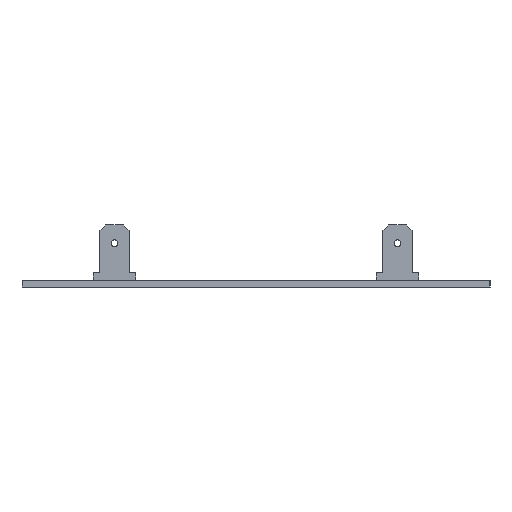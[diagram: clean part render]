
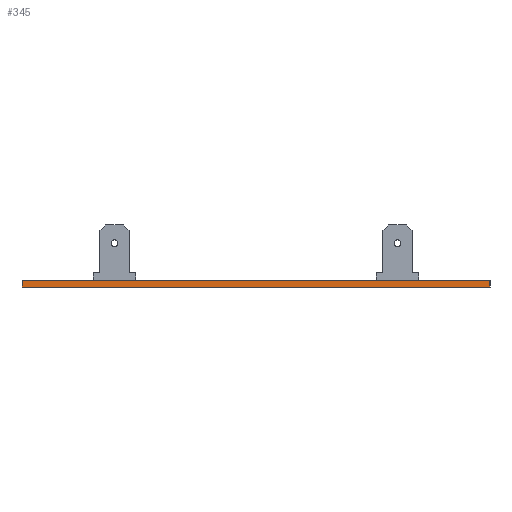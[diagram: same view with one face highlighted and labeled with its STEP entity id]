
A CAD part, left-side view. The second image highlights one B-rep face of the part: STEP entity #345.
In plain terms, the highlighted planar face has unit normal (-1, 0, 0).
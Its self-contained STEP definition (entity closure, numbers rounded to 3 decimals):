
#174 = CARTESIAN_POINT ( 'NONE',  ( -76.2, -50.7, 1.5 ) ) ;
#245 = DIRECTION ( 'NONE',  ( 0., 0., -1. ) ) ;
#268 = VECTOR ( 'NONE', #245, 1000. ) ;
#309 = FACE_OUTER_BOUND ( 'NONE', #509, .T. ) ;
#310 = VERTEX_POINT ( 'NONE', #174 ) ;
#345 = ADVANCED_FACE ( 'NONE', ( #309 ), #919, .F. ) ;
#359 = ORIENTED_EDGE ( 'NONE', *, *, #1853, .F. ) ;
#446 = ORIENTED_EDGE ( 'NONE', *, *, #1906, .F. ) ;
#502 = VERTEX_POINT ( 'NONE', #630 ) ;
#509 = EDGE_LOOP ( 'NONE', ( #1494, #359, #446, #711 ) ) ;
#514 = VERTEX_POINT ( 'NONE', #983 ) ;
#630 = CARTESIAN_POINT ( 'NONE',  ( -76.2, 50.7, 0. ) ) ;
#678 = LINE ( 'NONE', #742, #1814 ) ;
#705 = DIRECTION ( 'NONE',  ( 1., 0., 0. ) ) ;
#711 = ORIENTED_EDGE ( 'NONE', *, *, #1765, .T. ) ;
#728 = DIRECTION ( 'NONE',  ( 0., -1., 0. ) ) ;
#742 = CARTESIAN_POINT ( 'NONE',  ( -76.2, -49.8, 0. ) ) ;
#812 = VECTOR ( 'NONE', #1008, 1000. ) ;
#886 = DIRECTION ( 'NONE',  ( 0., -1., 0. ) ) ;
#919 = PLANE ( 'NONE',  #1501 ) ;
#983 = CARTESIAN_POINT ( 'NONE',  ( -76.2, 50.7, 1.5 ) ) ;
#1005 = LINE ( 'NONE', #1616, #268 ) ;
#1008 = DIRECTION ( 'NONE',  ( 0., 0., -1. ) ) ;
#1015 = CARTESIAN_POINT ( 'NONE',  ( -76.2, -50.7, 0. ) ) ;
#1125 = VECTOR ( 'NONE', #728, 1000. ) ;
#1161 = CARTESIAN_POINT ( 'NONE',  ( -76.2, -49.8, 1.5 ) ) ;
#1186 = CARTESIAN_POINT ( 'NONE',  ( -76.2, 49.8, 1.5 ) ) ;
#1225 = LINE ( 'NONE', #1945, #812 ) ;
#1494 = ORIENTED_EDGE ( 'NONE', *, *, #1975, .T. ) ;
#1501 = AXIS2_PLACEMENT_3D ( 'NONE', #1161, #705, #1933 ) ;
#1527 = LINE ( 'NONE', #1186, #1125 ) ;
#1616 = CARTESIAN_POINT ( 'NONE',  ( -76.2, 50.7, 1.5 ) ) ;
#1765 = EDGE_CURVE ( 'NONE', #514, #502, #1005, .T. ) ;
#1814 = VECTOR ( 'NONE', #886, 1000. ) ;
#1853 = EDGE_CURVE ( 'NONE', #310, #1867, #1225, .T. ) ;
#1867 = VERTEX_POINT ( 'NONE', #1015 ) ;
#1906 = EDGE_CURVE ( 'NONE', #514, #310, #1527, .T. ) ;
#1933 = DIRECTION ( 'NONE',  ( 0., 0., -1. ) ) ;
#1945 = CARTESIAN_POINT ( 'NONE',  ( -76.2, -50.7, 1.5 ) ) ;
#1975 = EDGE_CURVE ( 'NONE', #502, #1867, #678, .T. ) ;
